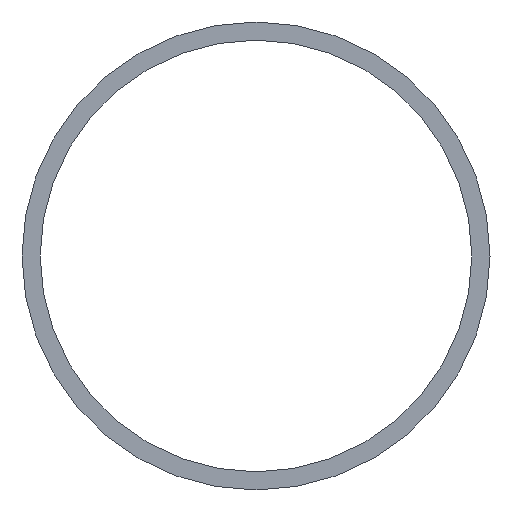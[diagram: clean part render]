
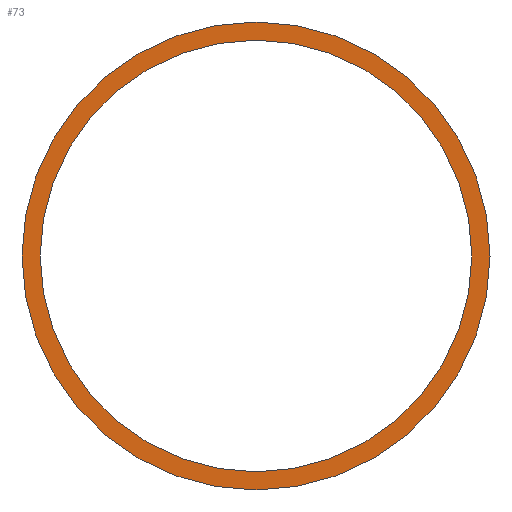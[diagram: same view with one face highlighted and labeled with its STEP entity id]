
A CAD part, left-side view. The second image highlights one B-rep face of the part: STEP entity #73.
In plain terms, the highlighted planar face has unit normal (-1, 0, 0).
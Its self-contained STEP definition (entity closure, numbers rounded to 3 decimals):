
#57 = VERTEX_POINT( '', #128 );
#59 = EDGE_CURVE( '', #75, #89, #130, .T. );
#73 = ADVANCED_FACE( '', ( #146, #147 ), #148, .F. );
#75 = VERTEX_POINT( '', #150 );
#83 = EDGE_CURVE( '', #57, #99, #158, .T. );
#89 = VERTEX_POINT( '', #166 );
#91 = EDGE_CURVE( '', #89, #75, #168, .T. );
#99 = VERTEX_POINT( '', #177 );
#103 = EDGE_CURVE( '', #99, #57, #181, .T. );
#128 = CARTESIAN_POINT( '', ( 0., 0., -41.5 ) );
#130 = CIRCLE( '', #202, 45. );
#146 = FACE_OUTER_BOUND( '', #221, .T. );
#147 = FACE_BOUND( '', #222, .T. );
#148 = PLANE( '', #223 );
#150 = CARTESIAN_POINT( '', ( 0., 0., 45. ) );
#158 = CIRCLE( '', #235, 41.5 );
#166 = CARTESIAN_POINT( '', ( 0., 0., -45. ) );
#168 = CIRCLE( '', #248, 45. );
#177 = CARTESIAN_POINT( '', ( 0., 0., 41.5 ) );
#181 = CIRCLE( '', #264, 41.5 );
#202 = AXIS2_PLACEMENT_3D( '', #278, #279, #280 );
#221 = EDGE_LOOP( '', ( #302, #303 ) );
#222 = EDGE_LOOP( '', ( #304, #305 ) );
#223 = AXIS2_PLACEMENT_3D( '', #306, #307, #308 );
#235 = AXIS2_PLACEMENT_3D( '', #311, #312, #313 );
#248 = AXIS2_PLACEMENT_3D( '', #323, #324, #325 );
#264 = AXIS2_PLACEMENT_3D( '', #340, #341, #342 );
#278 = CARTESIAN_POINT( '', ( 0., 0., 0. ) );
#279 = DIRECTION( '', ( 1., 0., 0. ) );
#280 = DIRECTION( '', ( 0., 0., -1. ) );
#302 = ORIENTED_EDGE( '', *, *, #91, .F. );
#303 = ORIENTED_EDGE( '', *, *, #59, .F. );
#304 = ORIENTED_EDGE( '', *, *, #83, .T. );
#305 = ORIENTED_EDGE( '', *, *, #103, .T. );
#306 = CARTESIAN_POINT( '', ( 0., 0., 0. ) );
#307 = DIRECTION( '', ( 1., 0., 0. ) );
#308 = DIRECTION( '', ( 0., 0., -1. ) );
#311 = CARTESIAN_POINT( '', ( 0., 0., 0. ) );
#312 = DIRECTION( '', ( 1., 0., 0. ) );
#313 = DIRECTION( '', ( 0., 0., -1. ) );
#323 = CARTESIAN_POINT( '', ( 0., 0., 0. ) );
#324 = DIRECTION( '', ( 1., 0., 0. ) );
#325 = DIRECTION( '', ( 0., 0., -1. ) );
#340 = CARTESIAN_POINT( '', ( 0., 0., 0. ) );
#341 = DIRECTION( '', ( 1., 0., 0. ) );
#342 = DIRECTION( '', ( 0., 0., -1. ) );
